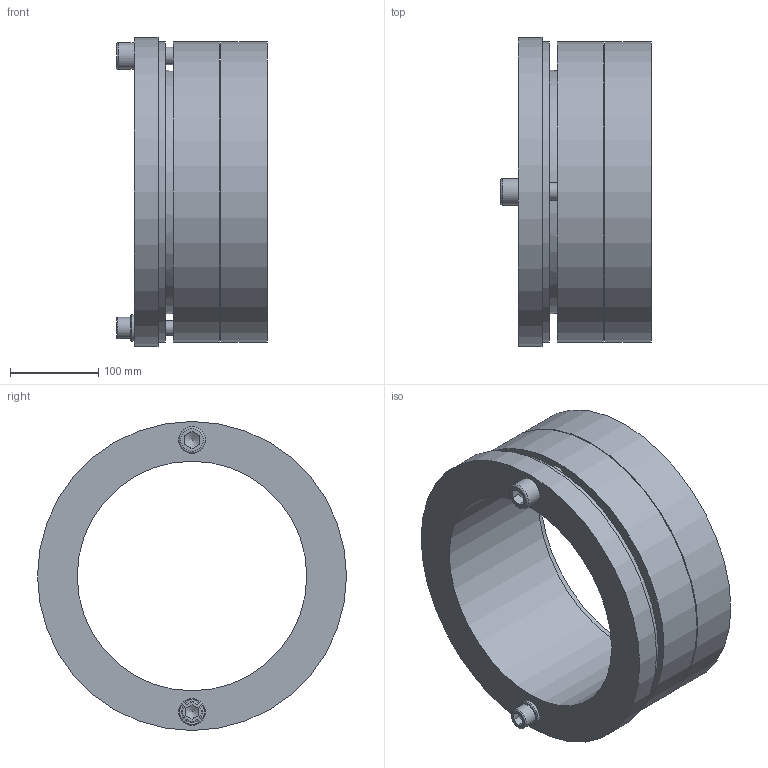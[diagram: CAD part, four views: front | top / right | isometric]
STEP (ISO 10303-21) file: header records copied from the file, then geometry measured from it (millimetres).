
FILE_DESCRIPTION(/* description */ (''),/* implementation_level */ '2;1');
FILE_NAME(/* name */ 'BIKON 2066-260-340.stp',/* time_stamp */ '2015-04-16T15:02:13+02:00',/* author */ ('kr'),/* organization */ (''),/* preprocessor_version */ 'ST-DEVELOPER v15.6',/* originating_system */ 'Autodesk Inventor 2015',/* authorisation */ '');
FILE_SCHEMA (('AUTOMOTIVE_DESIGN { 1 0 10303 214 3 1 1 }'));
Length unit declared in the file: millimetre
Products named in the file (7): 2066-260-340 IR; 2066-260-340 DR vo.; 2066-260-340 DR hi.; DIN 6916 - 17; DIN 912 - M20 x 2,5 x 70 x 63,75; DIN 912 - M16 x 2 x 120 x 44; BIKON 2066-260-340
Bounding box: 171 x 350 x 350 mm (x, y, z)
Volume: 5508475.5 mm3; surface area: 693605.5 mm2
Topology: 6 solids, 6 shells, 57 faces, 118 edges, 77 vertices
Faces by surface type: plane 28, cylinder 16, cone 9, torus 4
Full cylindrical faces by diameter (mm): 13.835 x1, 16 x1, 17 x1, 17.294 x1, 17.5 x2, 20 x1, 22 x1, 24 x1, 30 x2, 260 x1, 340 x3, 350 x1
Entity records: 1518 total; most frequent: DIRECTION 256, CARTESIAN_POINT 246, ORIENTED_EDGE 164, AXIS2_PLACEMENT_3D 116, EDGE_LOOP 108, EDGE_CURVE 82, VERTEX_POINT 70, FACE_OUTER_BOUND 57
